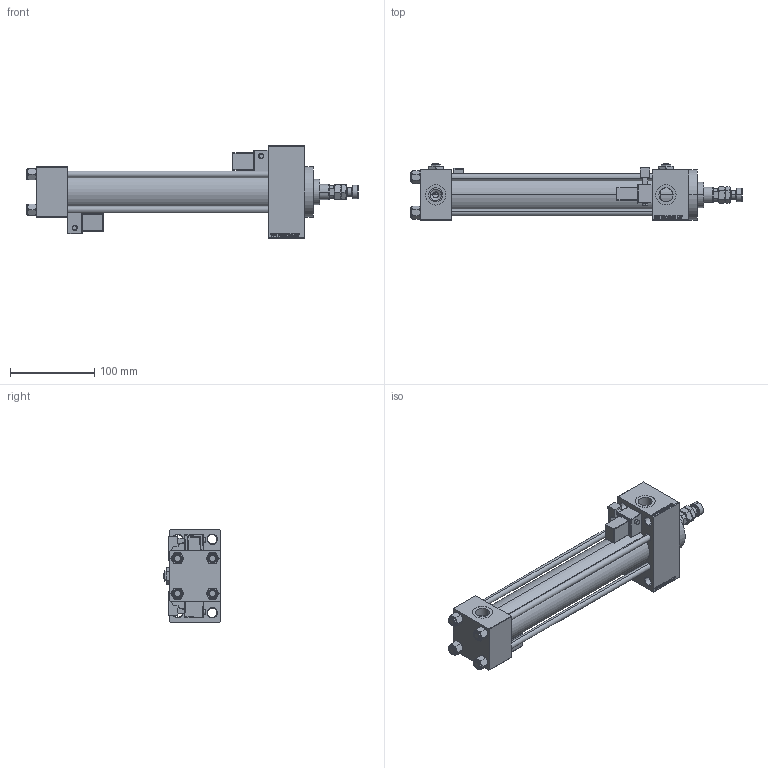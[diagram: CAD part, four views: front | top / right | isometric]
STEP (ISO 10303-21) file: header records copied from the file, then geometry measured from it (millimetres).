
FILE_DESCRIPTION (( 'STEP AP203' ), '1' );
FILE_NAME ('a92b.STEP', '2022-07-01T07:34:58', ( '' ), ( '' ), 'SwSTEP 2.0', 'SolidWorks 2019', '' );
FILE_SCHEMA (( 'CONFIG_CONTROL_DESIGN' ));
Length unit declared in the file: millimetre
Products named in the file (9): V215CR_D_TYCINKA 1cc443070aca1a6106f5a2c689bde852; V215CR_MSU 1cc443070aca1a6106f5a2c689bde852; V215CR_D_Body 1cc443070aca1a6106f5a2c689bde852; V215CR_VCP_D 1cc443070aca1a6106f5a2c689bde852; Zatka_pro_OIL_PORT 1cc443070aca1a6106f5a2c689bde852; a92b; NUT_M5_D 1cc443070aca1a6106f5a2c689bde852; MFA 1cc443070aca1a6106f5a2c689bde852; V215_VC_A 1cc443070aca1a6106f5a2c689bde852
Assembly tree (16 placements, depth 2):
  a92b
    V215CR_D_Body 1cc443070aca1a6106f5a2c689bde852
    V215CR_VCP_D 1cc443070aca1a6106f5a2c689bde852
    NUT_M5_D 1cc443070aca1a6106f5a2c689bde852  x4
    V215CR_D_TYCINKA 1cc443070aca1a6106f5a2c689bde852  x4
    V215_VC_A 1cc443070aca1a6106f5a2c689bde852
    MFA 1cc443070aca1a6106f5a2c689bde852
    V215CR_MSU 1cc443070aca1a6106f5a2c689bde852  x2
    Zatka_pro_OIL_PORT 1cc443070aca1a6106f5a2c689bde852  x2
Bounding box: 393 x 67 x 109 mm (x, y, z)
Volume: 711330.8 mm3; surface area: 216207.1 mm2
Topology: 16 solids, 16 shells, 1419 faces, 3470 edges, 2186 vertices
Faces by surface type: plane 622, bspline 368, cone 214, cylinder 167, torus 24, sphere 24
Entity records: 53363 total; most frequent: CARTESIAN_POINT 26612, ORIENTED_EDGE 5858, DIRECTION 4091, EDGE_CURVE 2929, VERTEX_POINT 1888, LINE 1679, VECTOR 1679, EDGE_LOOP 1325
